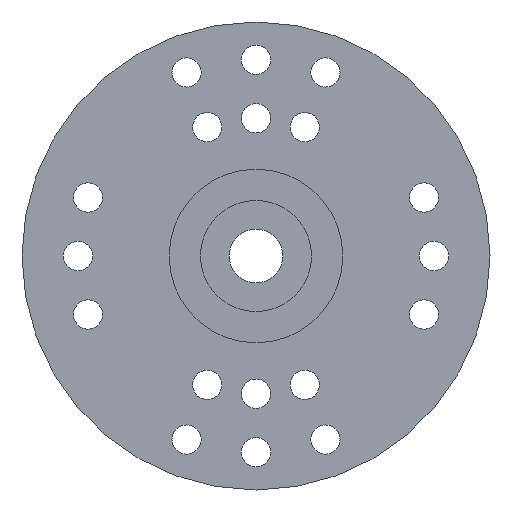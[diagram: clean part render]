
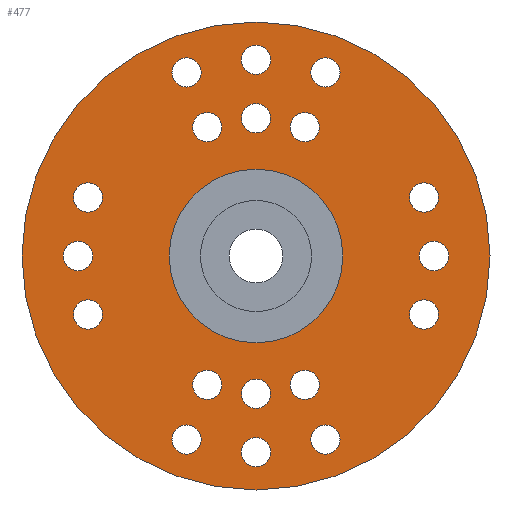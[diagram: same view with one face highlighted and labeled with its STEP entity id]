
A CAD part, front view. The second image highlights one B-rep face of the part: STEP entity #477.
In plain terms, the highlighted planar face has unit normal (0, -1, 0).
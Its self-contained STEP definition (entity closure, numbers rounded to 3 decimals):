
#39=FACE_BOUND('',#136,.T.);
#40=FACE_BOUND('',#137,.T.);
#41=FACE_BOUND('',#138,.T.);
#42=FACE_BOUND('',#139,.T.);
#43=FACE_BOUND('',#140,.T.);
#44=FACE_BOUND('',#141,.T.);
#45=FACE_BOUND('',#142,.T.);
#46=FACE_BOUND('',#143,.T.);
#47=FACE_BOUND('',#144,.T.);
#48=FACE_BOUND('',#145,.T.);
#49=FACE_BOUND('',#146,.T.);
#50=FACE_BOUND('',#147,.T.);
#51=FACE_BOUND('',#148,.T.);
#52=FACE_BOUND('',#149,.T.);
#53=FACE_BOUND('',#150,.T.);
#54=FACE_BOUND('',#151,.T.);
#55=FACE_BOUND('',#152,.T.);
#56=FACE_BOUND('',#153,.T.);
#57=FACE_BOUND('',#154,.T.);
#105=FACE_OUTER_BOUND('',#135,.T.);
#135=EDGE_LOOP('',(#375));
#136=EDGE_LOOP('',(#376));
#137=EDGE_LOOP('',(#377));
#138=EDGE_LOOP('',(#378));
#139=EDGE_LOOP('',(#379));
#140=EDGE_LOOP('',(#380));
#141=EDGE_LOOP('',(#381));
#142=EDGE_LOOP('',(#382));
#143=EDGE_LOOP('',(#383));
#144=EDGE_LOOP('',(#384));
#145=EDGE_LOOP('',(#385));
#146=EDGE_LOOP('',(#386));
#147=EDGE_LOOP('',(#387));
#148=EDGE_LOOP('',(#388));
#149=EDGE_LOOP('',(#389));
#150=EDGE_LOOP('',(#390));
#151=EDGE_LOOP('',(#391));
#152=EDGE_LOOP('',(#392));
#153=EDGE_LOOP('',(#393));
#154=EDGE_LOOP('',(#394));
#231=CIRCLE('',#510,12.);
#232=CIRCLE('',#511,4.45);
#233=CIRCLE('',#512,0.75);
#234=CIRCLE('',#513,0.75);
#235=CIRCLE('',#514,0.75);
#236=CIRCLE('',#515,0.75);
#237=CIRCLE('',#516,0.75);
#238=CIRCLE('',#517,0.75);
#239=CIRCLE('',#518,0.75);
#240=CIRCLE('',#519,0.75);
#241=CIRCLE('',#520,0.75);
#242=CIRCLE('',#521,0.75);
#243=CIRCLE('',#522,0.75);
#244=CIRCLE('',#523,0.75);
#245=CIRCLE('',#524,0.75);
#246=CIRCLE('',#525,0.75);
#247=CIRCLE('',#526,0.75);
#248=CIRCLE('',#527,0.75);
#249=CIRCLE('',#528,0.75);
#250=CIRCLE('',#529,0.75);
#279=VERTEX_POINT('',#747);
#280=VERTEX_POINT('',#749);
#281=VERTEX_POINT('',#751);
#282=VERTEX_POINT('',#753);
#283=VERTEX_POINT('',#755);
#284=VERTEX_POINT('',#757);
#285=VERTEX_POINT('',#759);
#286=VERTEX_POINT('',#761);
#287=VERTEX_POINT('',#763);
#288=VERTEX_POINT('',#765);
#289=VERTEX_POINT('',#767);
#290=VERTEX_POINT('',#769);
#291=VERTEX_POINT('',#771);
#292=VERTEX_POINT('',#773);
#293=VERTEX_POINT('',#775);
#294=VERTEX_POINT('',#777);
#295=VERTEX_POINT('',#779);
#296=VERTEX_POINT('',#781);
#297=VERTEX_POINT('',#783);
#298=VERTEX_POINT('',#785);
#327=EDGE_CURVE('',#279,#279,#231,.T.);
#328=EDGE_CURVE('',#280,#280,#232,.T.);
#329=EDGE_CURVE('',#281,#281,#233,.T.);
#330=EDGE_CURVE('',#282,#282,#234,.T.);
#331=EDGE_CURVE('',#283,#283,#235,.T.);
#332=EDGE_CURVE('',#284,#284,#236,.T.);
#333=EDGE_CURVE('',#285,#285,#237,.T.);
#334=EDGE_CURVE('',#286,#286,#238,.T.);
#335=EDGE_CURVE('',#287,#287,#239,.T.);
#336=EDGE_CURVE('',#288,#288,#240,.T.);
#337=EDGE_CURVE('',#289,#289,#241,.T.);
#338=EDGE_CURVE('',#290,#290,#242,.T.);
#339=EDGE_CURVE('',#291,#291,#243,.T.);
#340=EDGE_CURVE('',#292,#292,#244,.T.);
#341=EDGE_CURVE('',#293,#293,#245,.T.);
#342=EDGE_CURVE('',#294,#294,#246,.T.);
#343=EDGE_CURVE('',#295,#295,#247,.T.);
#344=EDGE_CURVE('',#296,#296,#248,.T.);
#345=EDGE_CURVE('',#297,#297,#249,.T.);
#346=EDGE_CURVE('',#298,#298,#250,.T.);
#375=ORIENTED_EDGE('',*,*,#327,.F.);
#376=ORIENTED_EDGE('',*,*,#328,.T.);
#377=ORIENTED_EDGE('',*,*,#329,.T.);
#378=ORIENTED_EDGE('',*,*,#330,.T.);
#379=ORIENTED_EDGE('',*,*,#331,.T.);
#380=ORIENTED_EDGE('',*,*,#332,.T.);
#381=ORIENTED_EDGE('',*,*,#333,.T.);
#382=ORIENTED_EDGE('',*,*,#334,.T.);
#383=ORIENTED_EDGE('',*,*,#335,.T.);
#384=ORIENTED_EDGE('',*,*,#336,.T.);
#385=ORIENTED_EDGE('',*,*,#337,.T.);
#386=ORIENTED_EDGE('',*,*,#338,.T.);
#387=ORIENTED_EDGE('',*,*,#339,.T.);
#388=ORIENTED_EDGE('',*,*,#340,.T.);
#389=ORIENTED_EDGE('',*,*,#341,.T.);
#390=ORIENTED_EDGE('',*,*,#342,.T.);
#391=ORIENTED_EDGE('',*,*,#343,.T.);
#392=ORIENTED_EDGE('',*,*,#344,.T.);
#393=ORIENTED_EDGE('',*,*,#345,.T.);
#394=ORIENTED_EDGE('',*,*,#346,.T.);
#471=PLANE('',#509);
#477=ADVANCED_FACE('',(#105,#39,#40,#41,#42,#43,#44,#45,#46,#47,#48,#49,
#50,#51,#52,#53,#54,#55,#56,#57),#471,.F.);
#509=AXIS2_PLACEMENT_3D('',#746,#589,#590);
#510=AXIS2_PLACEMENT_3D('',#748,#591,#592);
#511=AXIS2_PLACEMENT_3D('',#750,#593,#594);
#512=AXIS2_PLACEMENT_3D('',#752,#595,#596);
#513=AXIS2_PLACEMENT_3D('',#754,#597,#598);
#514=AXIS2_PLACEMENT_3D('',#756,#599,#600);
#515=AXIS2_PLACEMENT_3D('',#758,#601,#602);
#516=AXIS2_PLACEMENT_3D('',#760,#603,#604);
#517=AXIS2_PLACEMENT_3D('',#762,#605,#606);
#518=AXIS2_PLACEMENT_3D('',#764,#607,#608);
#519=AXIS2_PLACEMENT_3D('',#766,#609,#610);
#520=AXIS2_PLACEMENT_3D('',#768,#611,#612);
#521=AXIS2_PLACEMENT_3D('',#770,#613,#614);
#522=AXIS2_PLACEMENT_3D('',#772,#615,#616);
#523=AXIS2_PLACEMENT_3D('',#774,#617,#618);
#524=AXIS2_PLACEMENT_3D('',#776,#619,#620);
#525=AXIS2_PLACEMENT_3D('',#778,#621,#622);
#526=AXIS2_PLACEMENT_3D('',#780,#623,#624);
#527=AXIS2_PLACEMENT_3D('',#782,#625,#626);
#528=AXIS2_PLACEMENT_3D('',#784,#627,#628);
#529=AXIS2_PLACEMENT_3D('',#786,#629,#630);
#589=DIRECTION('center_axis',(0.,1.,0.));
#590=DIRECTION('ref_axis',(0.,0.,1.));
#591=DIRECTION('center_axis',(0.,1.,0.));
#592=DIRECTION('ref_axis',(0.,0.,-1.));
#593=DIRECTION('center_axis',(0.,1.,0.));
#594=DIRECTION('ref_axis',(0.,0.,-1.));
#595=DIRECTION('center_axis',(0.,1.,0.));
#596=DIRECTION('ref_axis',(0.,0.,1.));
#597=DIRECTION('center_axis',(0.,1.,0.));
#598=DIRECTION('ref_axis',(0.,0.,1.));
#599=DIRECTION('center_axis',(0.,1.,0.));
#600=DIRECTION('ref_axis',(0.,0.,1.));
#601=DIRECTION('center_axis',(0.,1.,0.));
#602=DIRECTION('ref_axis',(0.,0.,1.));
#603=DIRECTION('center_axis',(0.,1.,0.));
#604=DIRECTION('ref_axis',(0.,0.,1.));
#605=DIRECTION('center_axis',(0.,1.,0.));
#606=DIRECTION('ref_axis',(0.,0.,1.));
#607=DIRECTION('center_axis',(0.,1.,0.));
#608=DIRECTION('ref_axis',(1.,0.,0.));
#609=DIRECTION('center_axis',(0.,1.,0.));
#610=DIRECTION('ref_axis',(1.,0.,0.));
#611=DIRECTION('center_axis',(0.,1.,0.));
#612=DIRECTION('ref_axis',(1.,0.,0.));
#613=DIRECTION('center_axis',(0.,1.,0.));
#614=DIRECTION('ref_axis',(1.,0.,0.));
#615=DIRECTION('center_axis',(0.,1.,0.));
#616=DIRECTION('ref_axis',(1.,0.,0.));
#617=DIRECTION('center_axis',(0.,1.,0.));
#618=DIRECTION('ref_axis',(1.,0.,0.));
#619=DIRECTION('center_axis',(0.,1.,0.));
#620=DIRECTION('ref_axis',(1.,0.,0.));
#621=DIRECTION('center_axis',(0.,1.,0.));
#622=DIRECTION('ref_axis',(1.,0.,0.));
#623=DIRECTION('center_axis',(0.,1.,0.));
#624=DIRECTION('ref_axis',(1.,0.,0.));
#625=DIRECTION('center_axis',(0.,1.,0.));
#626=DIRECTION('ref_axis',(1.,0.,0.));
#627=DIRECTION('center_axis',(0.,1.,0.));
#628=DIRECTION('ref_axis',(1.,0.,0.));
#629=DIRECTION('center_axis',(0.,1.,0.));
#630=DIRECTION('ref_axis',(1.,0.,0.));
#746=CARTESIAN_POINT('Origin',(0.,0.,0.));
#747=CARTESIAN_POINT('',(0.,0.,12.));
#748=CARTESIAN_POINT('Origin',(0.,0.,0.));
#749=CARTESIAN_POINT('',(0.,0.,4.45));
#750=CARTESIAN_POINT('Origin',(0.,0.,0.));
#751=CARTESIAN_POINT('',(9.125,0.,0.75));
#752=CARTESIAN_POINT('Origin',(9.125,0.,0.));
#753=CARTESIAN_POINT('',(-9.125,0.,0.75));
#754=CARTESIAN_POINT('Origin',(-9.125,0.,0.));
#755=CARTESIAN_POINT('',(8.618,0.,3.75));
#756=CARTESIAN_POINT('Origin',(8.618,0.,3.));
#757=CARTESIAN_POINT('',(8.618,0.,-2.25));
#758=CARTESIAN_POINT('Origin',(8.618,0.,-3.));
#759=CARTESIAN_POINT('',(-8.618,0.,3.75));
#760=CARTESIAN_POINT('Origin',(-8.618,0.,3.));
#761=CARTESIAN_POINT('',(-8.618,0.,-2.25));
#762=CARTESIAN_POINT('Origin',(-8.618,0.,-3.));
#763=CARTESIAN_POINT('',(0.75,0.,-7.063));
#764=CARTESIAN_POINT('Origin',(0.,0.,-7.063));
#765=CARTESIAN_POINT('',(0.75,0.,7.063));
#766=CARTESIAN_POINT('Origin',(0.,0.,7.063));
#767=CARTESIAN_POINT('',(3.25,0.,-6.605));
#768=CARTESIAN_POINT('Origin',(2.5,0.,-6.605));
#769=CARTESIAN_POINT('',(-1.75,0.,-6.605));
#770=CARTESIAN_POINT('Origin',(-2.5,0.,-6.605));
#771=CARTESIAN_POINT('',(3.25,0.,6.605));
#772=CARTESIAN_POINT('Origin',(2.5,0.,6.605));
#773=CARTESIAN_POINT('',(-1.75,0.,6.605));
#774=CARTESIAN_POINT('Origin',(-2.5,0.,6.605));
#775=CARTESIAN_POINT('',(0.75,0.,-10.063));
#776=CARTESIAN_POINT('Origin',(0.,0.,-10.063));
#777=CARTESIAN_POINT('',(0.75,0.,10.063));
#778=CARTESIAN_POINT('Origin',(0.,0.,10.063));
#779=CARTESIAN_POINT('',(4.312,0.,-9.411));
#780=CARTESIAN_POINT('Origin',(3.562,0.,-9.411));
#781=CARTESIAN_POINT('',(-2.812,0.,-9.411));
#782=CARTESIAN_POINT('Origin',(-3.562,0.,-9.411));
#783=CARTESIAN_POINT('',(4.312,0.,9.411));
#784=CARTESIAN_POINT('Origin',(3.562,0.,9.411));
#785=CARTESIAN_POINT('',(-2.812,0.,9.411));
#786=CARTESIAN_POINT('Origin',(-3.562,0.,9.411));
